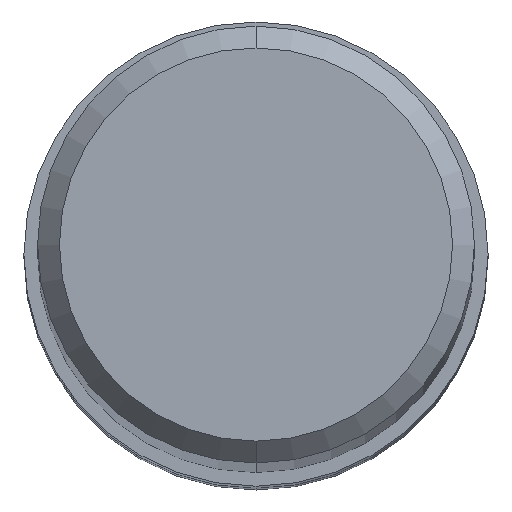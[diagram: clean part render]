
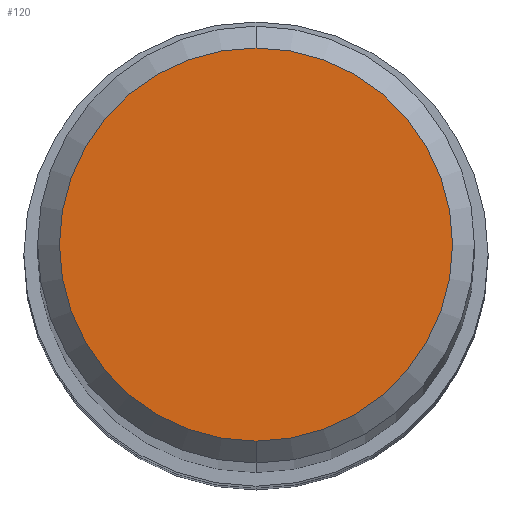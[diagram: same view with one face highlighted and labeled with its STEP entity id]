
A CAD part, top view. The second image highlights one B-rep face of the part: STEP entity #120.
In plain terms, the highlighted planar face has unit normal (0, 0, 1).
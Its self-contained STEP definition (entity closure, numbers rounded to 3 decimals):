
#108=EDGE_CURVE('',#170,#126,#248,.T.);
#120=ADVANCED_FACE('',(#260),#261,.T.);
#126=VERTEX_POINT('',#268);
#158=EDGE_CURVE('',#126,#170,#306,.T.);
#170=VERTEX_POINT('',#321);
#248=CIRCLE('',#396,3.6);
#260=FACE_OUTER_BOUND('',#413,.T.);
#261=PLANE('',#414);
#268=CARTESIAN_POINT('',(0.,-3.6,0.0));
#306=CIRCLE('',#466,3.6);
#321=CARTESIAN_POINT('',(0.0,3.6,0.0));
#396=AXIS2_PLACEMENT_3D('',#569,#570,#571);
#413=EDGE_LOOP('',(#578,#579));
#414=AXIS2_PLACEMENT_3D('',#580,#581,#582);
#466=AXIS2_PLACEMENT_3D('',#640,#641,#642);
#569=CARTESIAN_POINT('',(0.0,0.0,0.0));
#570=DIRECTION('',(0.0,0.0,-1.0));
#571=DIRECTION('',(0.0,1.0,0.0));
#578=ORIENTED_EDGE('',*,*,#108,.F.);
#579=ORIENTED_EDGE('',*,*,#158,.F.);
#580=CARTESIAN_POINT('',(0.0,1.8,0.0));
#581=DIRECTION('',(-0.0,0.0,1.0));
#582=DIRECTION('',(0.0,-1.0,0.0));
#640=CARTESIAN_POINT('',(0.0,0.0,0.0));
#641=DIRECTION('',(0.0,0.0,-1.0));
#642=DIRECTION('',(0.0,1.0,0.0));
